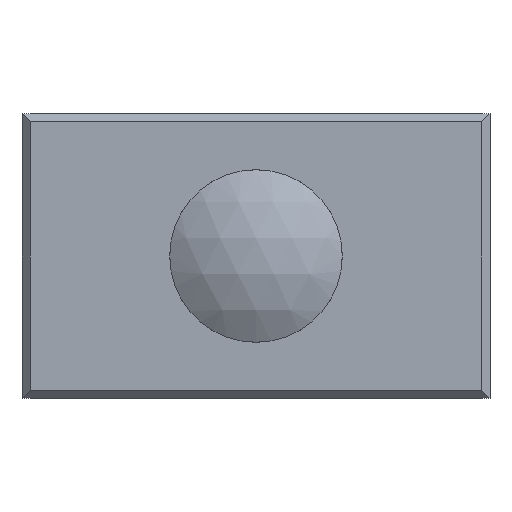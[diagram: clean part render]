
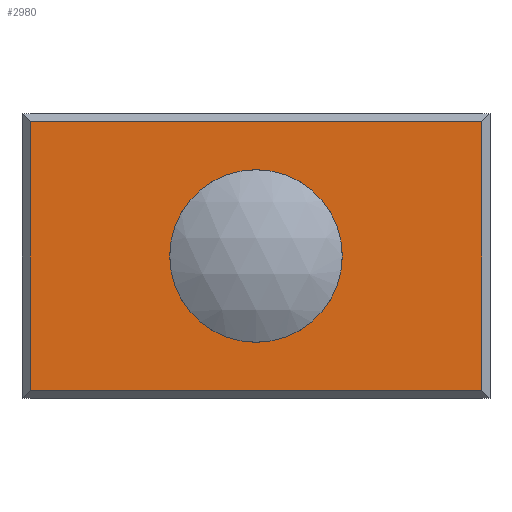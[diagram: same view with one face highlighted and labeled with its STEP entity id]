
A CAD part, left-side view. The second image highlights one B-rep face of the part: STEP entity #2980.
In plain terms, the highlighted planar face has unit normal (-1, 0, 0).
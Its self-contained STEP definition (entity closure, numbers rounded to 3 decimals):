
#36=FACE_BOUND('',#469,.T.);
#86=CIRCLE('',#3205,4.25);
#283=FACE_OUTER_BOUND('',#468,.T.);
#468=EDGE_LOOP('',(#2628,#2629,#2630,#2631));
#469=EDGE_LOOP('',(#2632));
#828=LINE('',#4903,#1163);
#831=LINE('',#4908,#1166);
#833=LINE('',#4912,#1168);
#834=LINE('',#4914,#1169);
#1163=VECTOR('',#3965,10.);
#1166=VECTOR('',#3970,10.);
#1168=VECTOR('',#3974,10.);
#1169=VECTOR('',#3977,10.);
#1401=VERTEX_POINT('',#4900);
#1402=VERTEX_POINT('',#4902);
#1403=VERTEX_POINT('',#4906);
#1404=VERTEX_POINT('',#4910);
#1405=VERTEX_POINT('',#4916);
#1809=EDGE_CURVE('',#1401,#1402,#828,.T.);
#1812=EDGE_CURVE('',#1403,#1401,#831,.T.);
#1814=EDGE_CURVE('',#1404,#1403,#833,.T.);
#1815=EDGE_CURVE('',#1402,#1404,#834,.T.);
#1816=EDGE_CURVE('',#1405,#1405,#86,.T.);
#2628=ORIENTED_EDGE('',*,*,#1815,.F.);
#2629=ORIENTED_EDGE('',*,*,#1809,.F.);
#2630=ORIENTED_EDGE('',*,*,#1812,.F.);
#2631=ORIENTED_EDGE('',*,*,#1814,.F.);
#2632=ORIENTED_EDGE('',*,*,#1816,.T.);
#2802=PLANE('',#3204);
#2980=ADVANCED_FACE('',(#283,#36),#2802,.T.);
#3204=AXIS2_PLACEMENT_3D('',#4915,#3978,#3979);
#3205=AXIS2_PLACEMENT_3D('',#4917,#3980,#3981);
#3965=DIRECTION('',(0.,0.,-1.));
#3970=DIRECTION('',(0.,-1.,0.));
#3974=DIRECTION('',(0.,0.,1.));
#3977=DIRECTION('',(0.,1.,0.));
#3978=DIRECTION('center_axis',(-1.,0.,0.));
#3979=DIRECTION('ref_axis',(0.,0.,-1.));
#3980=DIRECTION('center_axis',(1.,0.,0.));
#3981=DIRECTION('ref_axis',(0.,1.,0.));
#4900=CARTESIAN_POINT('',(-9.725,-1.65,6.6));
#4902=CARTESIAN_POINT('',(-9.725,-1.65,-6.6));
#4903=CARTESIAN_POINT('',(-9.725,-1.65,3.5));
#4906=CARTESIAN_POINT('',(-9.725,20.6,6.6));
#4908=CARTESIAN_POINT('',(-9.725,21.,6.6));
#4910=CARTESIAN_POINT('',(-9.725,20.6,-6.6));
#4912=CARTESIAN_POINT('',(-9.725,20.6,3.5));
#4914=CARTESIAN_POINT('',(-9.725,21.,-6.6));
#4915=CARTESIAN_POINT('Origin',(-9.725,21.,7.));
#4916=CARTESIAN_POINT('',(-9.725,5.225,0.));
#4917=CARTESIAN_POINT('Origin',(-9.725,9.475,0.));
